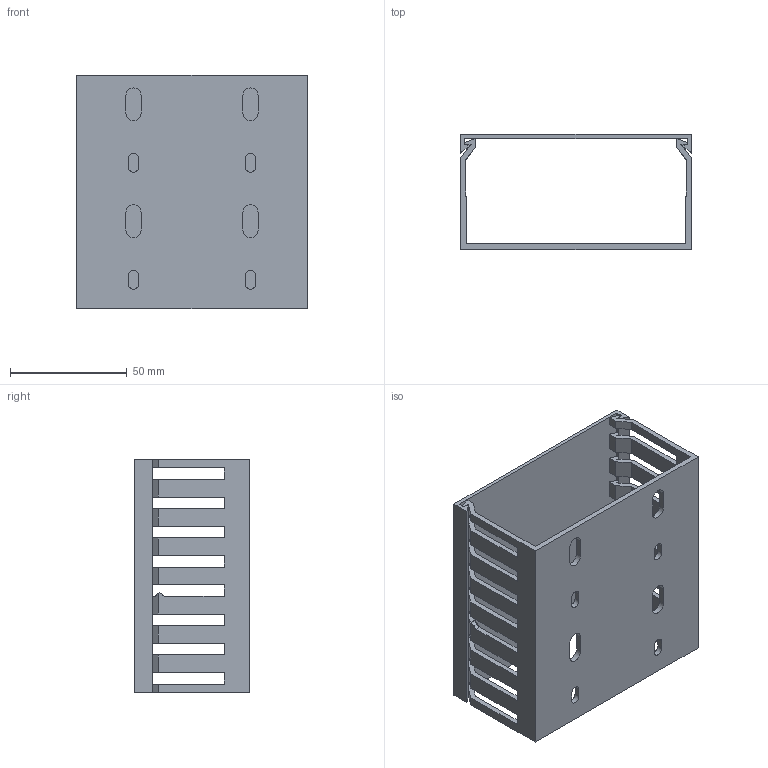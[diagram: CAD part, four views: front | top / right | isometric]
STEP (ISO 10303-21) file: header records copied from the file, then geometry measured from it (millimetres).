
FILE_DESCRIPTION((''),'2;1');
FILE_NAME('PROXY_HNG501000_ASM','2022-05-04T10:24:20',('mengess'),(''),'CREO PARAMETRIC BY PTC INC, 2021304','CREO PARAMETRIC BY PTC INC, 2021304','');
FILE_SCHEMA(('AUTOMOTIVE_DESIGN { 1 0 10303 214 1 1 1 1 }'));
Length unit declared in the file: millimetre
Products named in the file (3): PROXY_62324-M; PROXY_62272-M; PROXY_HNG501000_ASM
Assembly tree (2 placements, depth 2):
  PROXY_HNG501000_ASM
    PROXY_62324-M
    PROXY_62272-M
Bounding box: 98.5 x 49.1 x 100 mm (x, y, z)
Volume: 54894.1 mm3; surface area: 59701.8 mm2
Topology: 2 solids, 2 shells, 216 faces, 650 edges, 438 vertices
Faces by surface type: plane 176, cylinder 40
Entity records: 11070 total; most frequent: CARTESIAN_POINT 1455, DIRECTION 1344, ORIENTED_EDGE 1272, EDGE_CURVE 636, PRESENTATION_STYLE_ASSIGNMENT 631, STYLED_ITEM 631, CURVE_STYLE 630, VECTOR 565
